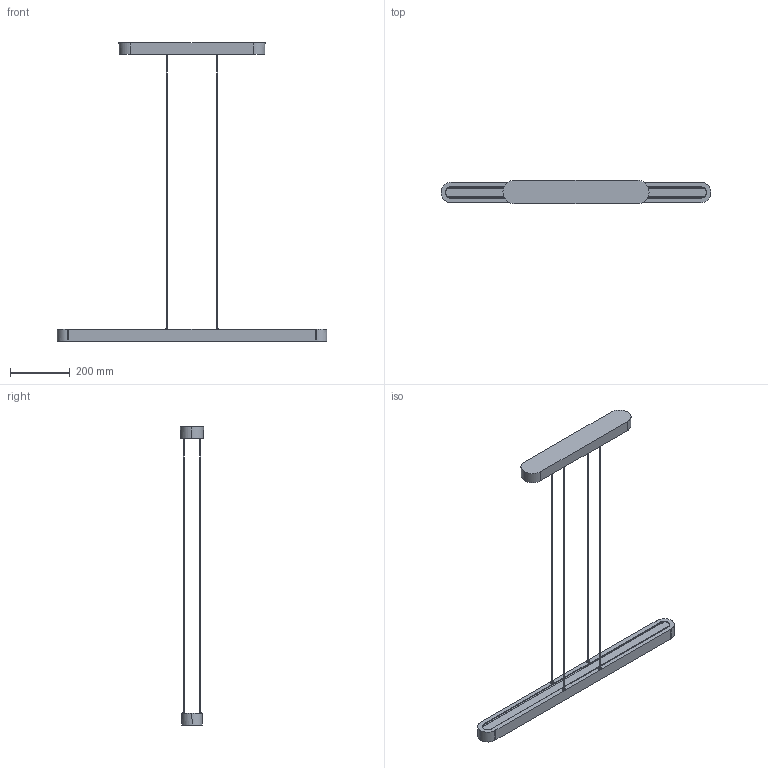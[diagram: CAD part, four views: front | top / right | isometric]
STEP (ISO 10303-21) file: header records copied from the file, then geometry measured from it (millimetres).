
FILE_DESCRIPTION(/* description */ (''),/* implementation_level */ '2;1');
FILE_NAME(/* name */ 'Talo_Sospensione_90_3D',/* time_stamp */ '2012-01-31T12:36:01+01:00',/* author */ (''),/* organization */ (''),/* preprocessor_version */ 'ST-DEVELOPER v10',/* originating_system */ '',/* authorisation */ '');
FILE_SCHEMA (('CONFIG_CONTROL_DESIGN'));
Length unit declared in the file: millimetre
Products named in the file (1): 1
Bounding box: 905 x 78 x 1000 mm (x, y, z)
Volume: 2907742.7 mm3; surface area: 590384.5 mm2
Topology: 4 solids, 4 shells, 122 faces, 308 edges, 204 vertices
Faces by surface type: bspline 72, plane 50
Entity records: 4090 total; most frequent: CARTESIAN_POINT 2152, ORIENTED_EDGE 616, EDGE_CURVE 308, VERTEX_POINT 204, B_SPLINE_CURVE_WITH_KNOTS 168, EDGE_LOOP 136, ADVANCED_FACE 122, FACE_OUTER_BOUND 122
